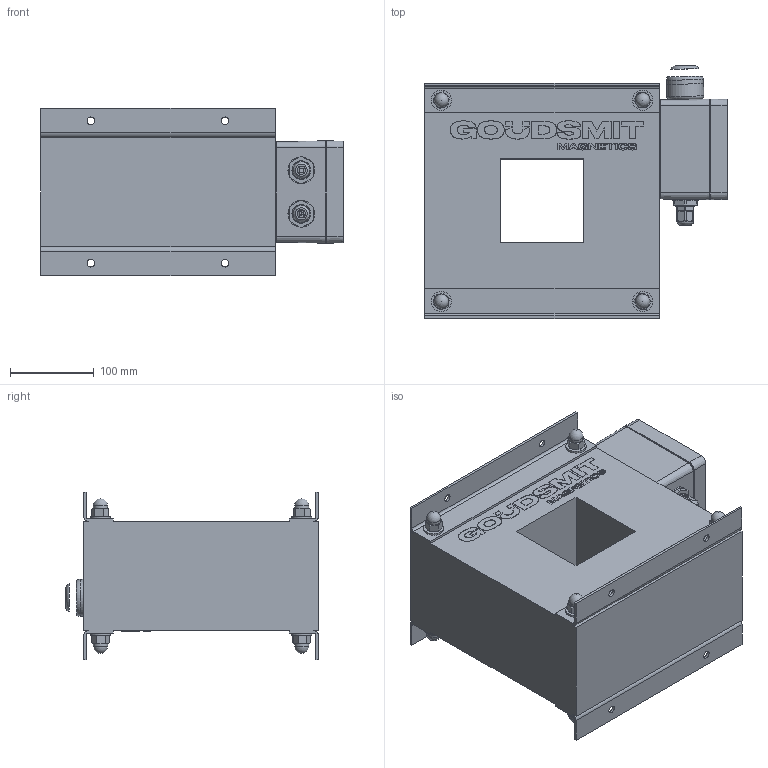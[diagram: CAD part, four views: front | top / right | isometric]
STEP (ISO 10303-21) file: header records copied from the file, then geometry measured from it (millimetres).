
FILE_DESCRIPTION(/* description */ (''),/* implementation_level */ '2;1');
FILE_NAME(/* name */ 'E0068735.stp',/* time_stamp */ '2023-03-15T11:08:09+01:00',/* author */ ('dk'),/* organization */ (''),/* preprocessor_version */ 'ST-DEVELOPER v18.1',/* originating_system */ 'Autodesk Inventor 2021',/* authorisation */ '');
FILE_SCHEMA (('AUTOMOTIVE_DESIGN { 1 0 10303 214 3 1 1 }'));
Products named in the file (1): Part14
Bounding box: 361.2 x 301.68 x 200 mm (x, y, z)
Volume: 5687344 mm3; surface area: 896827.4 mm2
Topology: 20 solids, 52 shells, 2422 faces, 6459 edges, 4243 vertices
Faces by surface type: plane 1526, cylinder 480, cone 231, bspline 136, torus 37, sphere 12
Full cylindrical faces by diameter (mm): 4 x8, 4.917 x11, 5 x4, 5.5 x4, 5.6 x6, 6 x12, 7 x8, 9 x8, 10 x10, 10.106 x8, 10.3 x2, 11 x4, 12 x4, 12.2 x8, 12.5 x4, 13 x8, 13.5 x2, 14.5 x2, 17 x8, 18 x2, 19 x2, 20 x1, 20.4 x1, 22 x3, 22.3 x2, 22.5 x1, 23.376 x2, 24 x8, 25 x3, 31.85 x2
Entity records: 79177 total; most frequent: CARTESIAN_POINT 16538, ORIENTED_EDGE 12748, DIRECTION 12054, EDGE_CURVE 6438, VERTEX_POINT 4243, LINE 4186, VECTOR 4186, AXIS2_PLACEMENT_3D 3934
